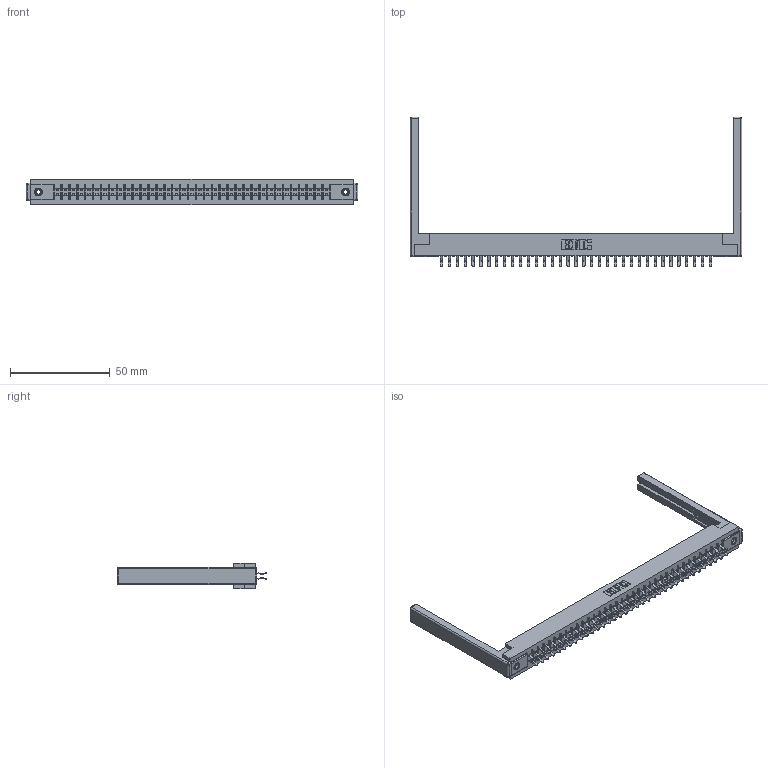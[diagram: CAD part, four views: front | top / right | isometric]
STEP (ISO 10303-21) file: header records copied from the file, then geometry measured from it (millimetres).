
FILE_DESCRIPTION (( 'STEP AP203' ), '1' );
FILE_NAME ('315-070-556-268.STEP', '2019-09-10T21:38:06', ( '' ), ( '' ), 'SwSTEP 2.0', 'SolidWorks 2016', '' );
FILE_SCHEMA (( 'CONFIG_CONTROL_DESIGN' ));
Length unit declared in the file: inch
Products named in the file (5): 305-290-001_556; 315-070-556-268; 305 Part_.156 Dia; 345-250-001_345-250-001-102; 307-220-068
Assembly tree (75 placements, depth 2):
  315-070-556-268
    305 Part_.156 Dia
    305-290-001_556  x70
    345-250-001_345-250-001-102  x2
    307-220-068  x2
Bounding box: 166.12 x 74.93 x 12.7 mm (x, y, z)
Volume: 21669.5 mm3; surface area: 25810.5 mm2
Topology: 75 solids, 75 shells, 4190 faces, 12011 edges, 7798 vertices
Faces by surface type: plane 2326, cylinder 1700, sphere 148, cone 12, torus 4
Entity records: 41729 total; most frequent: CARTESIAN_POINT 6880, ORIENTED_EDGE 6820, DIRECTION 6684, EDGE_CURVE 3410, VECTOR 2736, LINE 2736, VERTEX_POINT 2170, AXIS2_PLACEMENT_3D 1974
